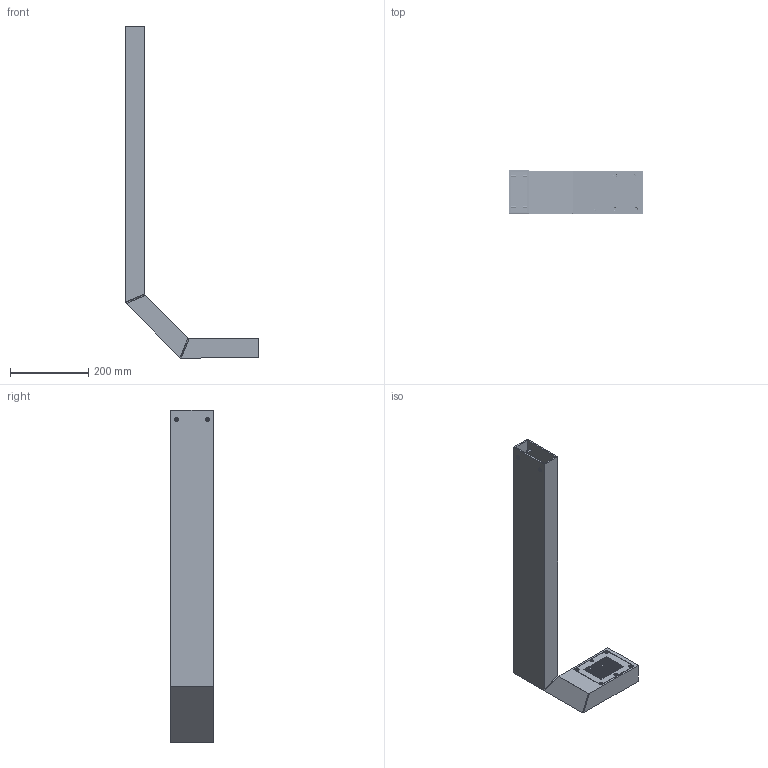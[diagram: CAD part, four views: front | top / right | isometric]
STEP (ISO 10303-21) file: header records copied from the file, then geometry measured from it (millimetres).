
FILE_DESCRIPTION (( 'STEP AP203' ), '1' );
FILE_NAME ('TRYSIL_BOLLARD_850.STEP', '2024-02-06T10:31:40', ( '' ), ( '' ), 'SwSTEP 2.0', 'SolidWorks 2022', '' );
FILE_SCHEMA (( 'CONFIG_CONTROL_DESIGN' ));
Length unit declared in the file: millimetre
Products named in the file (10): WKR STOZ IMB M4x_rs_x08; M233 korpus - spawanie_M233_pw powiekszone otwory; Głowa; WKR STOZ IMB M5x_rs_x16; Slup_Słup 2_pw; Ramie; M97W2_Szybka_rs_Cube w3; Głowa led; M97W2_Zaślepka_rs_Cube zasl_w3; TRYSIL_BOLLARD_850
Assembly tree (17 placements, depth 4):
  TRYSIL_BOLLARD_850
    M233 korpus - spawanie_M233_pw powiekszone otwory
      Głowa led
        Głowa
        M97W2_Zaślepka_rs_Cube zasl_w3
      Slup_Słup 2_pw
      Ramie
    M97W2_Szybka_rs_Cube w3
    WKR STOZ IMB M4x_rs_x08  x6
    WKR STOZ IMB M5x_rs_x16  x4
Bounding box: 341 x 110 x 850 mm (x, y, z)
Volume: 1397169.5 mm3; surface area: 687190.6 mm2
Topology: 15 solids, 15 shells, 2293 faces, 8482 edges, 5280 vertices
Faces by surface type: sphere 1890, plane 223, cylinder 106, cone 74
Entity records: 60626 total; most frequent: DIRECTION 12486, CARTESIAN_POINT 9649, ORIENTED_EDGE 8608, AXIS2_PLACEMENT_3D 6067, EDGE_CURVE 4304, CIRCLE 3936, VERTEX_POINT 3166, EDGE_LOOP 3106
